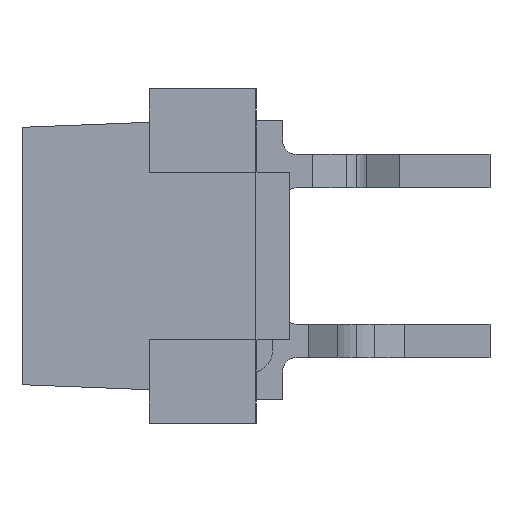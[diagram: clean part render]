
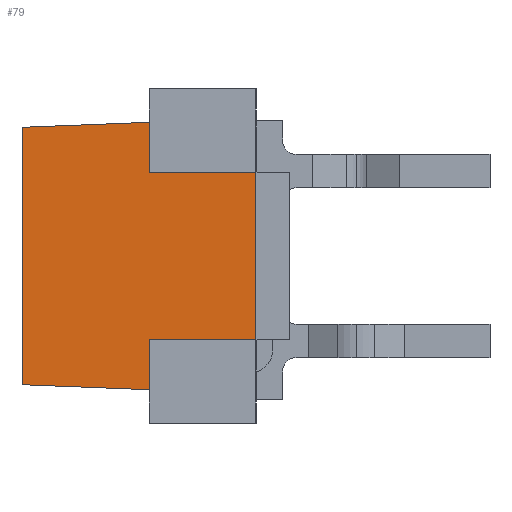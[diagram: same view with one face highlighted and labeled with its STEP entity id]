
A CAD part, left-side view. The second image highlights one B-rep face of the part: STEP entity #79.
In plain terms, the highlighted planar face has unit normal (-1, 0, 0).
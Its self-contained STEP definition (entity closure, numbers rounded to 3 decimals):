
#79=ADVANCED_FACE('',(#659),#660,.T.);
#659=FACE_OUTER_BOUND('',#1739,.T.);
#660=PLANE('',#1740);
#1739=EDGE_LOOP('',(#3196,#3197,#3198,#3199,#3200,#3201,#3202,#3203));
#1740=AXIS2_PLACEMENT_3D('',#3204,#3205,#3206);
#3196=ORIENTED_EDGE('',*,*,#7504,.T.);
#3197=ORIENTED_EDGE('',*,*,#7431,.T.);
#3198=ORIENTED_EDGE('',*,*,#7422,.T.);
#3199=ORIENTED_EDGE('',*,*,#7412,.F.);
#3200=ORIENTED_EDGE('',*,*,#7410,.T.);
#3201=ORIENTED_EDGE('',*,*,#7264,.T.);
#3202=ORIENTED_EDGE('',*,*,#7262,.T.);
#3203=ORIENTED_EDGE('',*,*,#7260,.T.);
#3204=CARTESIAN_POINT('',(-4.05,0.0,0.0));
#3205=DIRECTION('',(-1.0,0.0,0.0));
#3206=DIRECTION('',(0.0,0.0,1.0));
#7260=EDGE_CURVE('',#8797,#8795,#8798,.T.);
#7262=EDGE_CURVE('',#8800,#8797,#8801,.T.);
#7264=EDGE_CURVE('',#8803,#8800,#8804,.T.);
#7410=EDGE_CURVE('',#9094,#8803,#9095,.T.);
#7412=EDGE_CURVE('',#9094,#9097,#9098,.T.);
#7422=EDGE_CURVE('',#9112,#9097,#9115,.T.);
#7431=EDGE_CURVE('',#9117,#9112,#9131,.T.);
#7504=EDGE_CURVE('',#8795,#9117,#9276,.T.);
#8795=VERTEX_POINT('',#11227);
#8797=VERTEX_POINT('',#11230);
#8798=LINE('',#11231,#11232);
#8800=VERTEX_POINT('',#11235);
#8801=LINE('',#11236,#11237);
#8803=VERTEX_POINT('',#11240);
#8804=LINE('',#11241,#11242);
#9094=VERTEX_POINT('',#11677);
#9095=LINE('',#11678,#11679);
#9097=VERTEX_POINT('',#11682);
#9098=LINE('',#11683,#11684);
#9112=VERTEX_POINT('',#11705);
#9115=LINE('',#11710,#11711);
#9117=VERTEX_POINT('',#11713);
#9131=LINE('',#11735,#11736);
#9276=LINE('',#11953,#11954);
#11227=CARTESIAN_POINT('',(-4.05,2.1,-1.25));
#11230=CARTESIAN_POINT('',(-4.05,2.1,-2.0));
#11231=CARTESIAN_POINT('',(-4.05,2.1,-2.0));
#11232=VECTOR('',#14824,0.75);
#11235=CARTESIAN_POINT('',(-4.05,4.0,-1.925));
#11236=CARTESIAN_POINT('',(-4.05,4.0,-1.925));
#11237=VECTOR('',#14826,1.901);
#11240=CARTESIAN_POINT('',(-4.05,4.0,1.925));
#11241=CARTESIAN_POINT('',(-4.05,4.0,1.925));
#11242=VECTOR('',#14828,3.85);
#11677=CARTESIAN_POINT('',(-4.05,2.1,2.0));
#11678=CARTESIAN_POINT('',(-4.05,2.1,2.0));
#11679=VECTOR('',#14974,1.901);
#11682=CARTESIAN_POINT('',(-4.05,2.1,1.25));
#11683=CARTESIAN_POINT('',(-4.05,2.1,2.0));
#11684=VECTOR('',#14976,0.75);
#11705=CARTESIAN_POINT('',(-4.05,0.5,1.25));
#11710=CARTESIAN_POINT('',(-4.05,0.5,1.25));
#11711=VECTOR('',#14986,1.6);
#11713=CARTESIAN_POINT('',(-4.05,0.5,-1.25));
#11735=CARTESIAN_POINT('',(-4.05,0.5,-1.25));
#11736=VECTOR('',#14995,2.5);
#11953=CARTESIAN_POINT('',(-4.05,2.1,-1.25));
#11954=VECTOR('',#15068,1.6);
#14824=DIRECTION('',(0.0,0.0,1.0));
#14826=DIRECTION('',(0.0,-0.999,-0.039));
#14828=DIRECTION('',(0.0,0.0,-1.0));
#14974=DIRECTION('',(0.0,0.999,-0.039));
#14976=DIRECTION('',(0.0,0.0,-1.0));
#14986=DIRECTION('',(0.0,1.0,0.0));
#14995=DIRECTION('',(0.0,0.0,1.0));
#15068=DIRECTION('',(0.0,-1.0,0.0));
